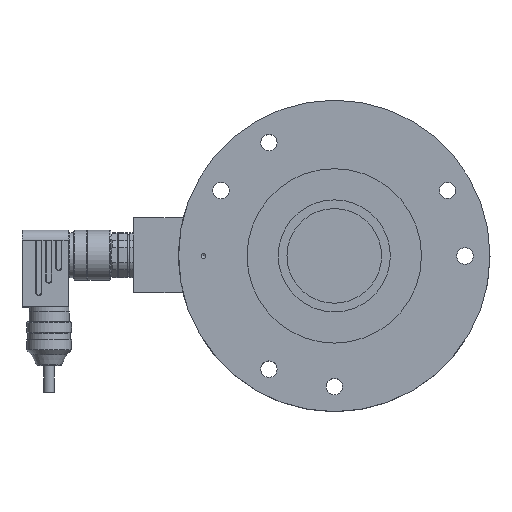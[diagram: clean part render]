
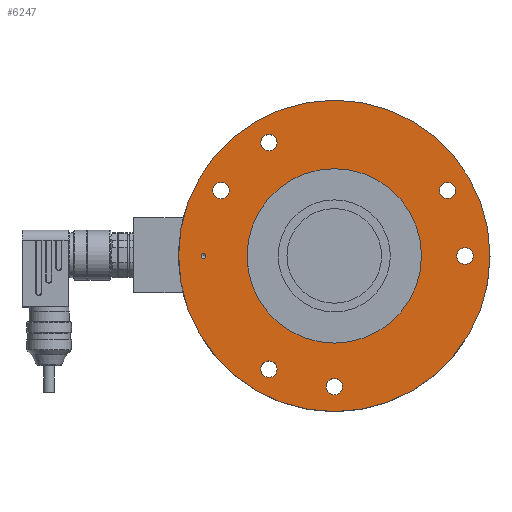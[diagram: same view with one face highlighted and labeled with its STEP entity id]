
A CAD part, top view. The second image highlights one B-rep face of the part: STEP entity #6247.
In plain terms, the highlighted planar face has unit normal (0, 0, 1).
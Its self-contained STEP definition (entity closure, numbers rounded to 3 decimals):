
#118 = FACE_BOUND ( 'NONE', #1139, .T. ) ;
#152 = ORIENTED_EDGE ( 'NONE', *, *, #6667, .T. ) ;
#162 = CARTESIAN_POINT ( 'NONE',  ( 0., 0., 20. ) ) ;
#179 = DIRECTION ( 'NONE',  ( 0., 1., 0. ) ) ;
#238 = FACE_BOUND ( 'NONE', #7110, .T. ) ;
#256 = AXIS2_PLACEMENT_3D ( 'NONE', #162, #7927, #2753 ) ;
#290 = VERTEX_POINT ( 'NONE', #4690 ) ;
#561 = AXIS2_PLACEMENT_3D ( 'NONE', #7337, #6757, #1575 ) ;
#661 = CARTESIAN_POINT ( 'NONE',  ( 0., -52.5, 20. ) ) ;
#673 = VERTEX_POINT ( 'NONE', #6502 ) ;
#867 = EDGE_CURVE ( 'NONE', #5753, #5753, #7349, .T. ) ;
#930 = CARTESIAN_POINT ( 'NONE',  ( -52.5, 1., 20. ) ) ;
#954 = ORIENTED_EDGE ( 'NONE', *, *, #4573, .T. ) ;
#962 = CIRCLE ( 'NONE', #4706, 3.3 ) ;
#976 = VERTEX_POINT ( 'NONE', #930 ) ;
#1044 = CARTESIAN_POINT ( 'NONE',  ( -52.5, 0., 20. ) ) ;
#1139 = EDGE_LOOP ( 'NONE', ( #5453 ) ) ;
#1147 = CARTESIAN_POINT ( 'NONE',  ( 0., 62.5, 20. ) ) ;
#1222 = CIRCLE ( 'NONE', #5088, 3.3 ) ;
#1273 = CARTESIAN_POINT ( 'NONE',  ( 0., 35., 20. ) ) ;
#1390 = DIRECTION ( 'NONE',  ( 0., -1., 0. ) ) ;
#1450 = DIRECTION ( 'NONE',  ( 0., -1., 0. ) ) ;
#1465 = DIRECTION ( 'NONE',  ( 0., 0., -1. ) ) ;
#1514 = EDGE_CURVE ( 'NONE', #976, #976, #8120, .T. ) ;
#1525 = DIRECTION ( 'NONE',  ( 0., 0., -1. ) ) ;
#1536 = FACE_OUTER_BOUND ( 'NONE', #1965, .T. ) ;
#1575 = DIRECTION ( 'NONE',  ( 0., -1., 0. ) ) ;
#1680 = CARTESIAN_POINT ( 'NONE',  ( -45.466, 26.25, 20. ) ) ;
#1961 = EDGE_CURVE ( 'NONE', #4036, #4036, #962, .T. ) ;
#1965 = EDGE_LOOP ( 'NONE', ( #6986 ) ) ;
#2044 = CARTESIAN_POINT ( 'NONE',  ( -26.25, -48.766, 20. ) ) ;
#2119 = FACE_BOUND ( 'NONE', #2896, .T. ) ;
#2201 = DIRECTION ( 'NONE',  ( 0., -1., 0. ) ) ;
#2380 = CARTESIAN_POINT ( 'NONE',  ( -26.25, 45.466, 20. ) ) ;
#2417 = DIRECTION ( 'NONE',  ( 0., -1., 0. ) ) ;
#2504 = ORIENTED_EDGE ( 'NONE', *, *, #1961, .T. ) ;
#2565 = CARTESIAN_POINT ( 'NONE',  ( 0., 0., 20. ) ) ;
#2753 = DIRECTION ( 'NONE',  ( 0., 1., 0. ) ) ;
#2896 = EDGE_LOOP ( 'NONE', ( #3786 ) ) ;
#3010 = CARTESIAN_POINT ( 'NONE',  ( 52.5, 0., 20. ) ) ;
#3040 = ORIENTED_EDGE ( 'NONE', *, *, #5027, .T. ) ;
#3074 = VERTEX_POINT ( 'NONE', #4298 ) ;
#3096 = EDGE_CURVE ( 'NONE', #3074, #3074, #7901, .T. ) ;
#3301 = DIRECTION ( 'NONE',  ( 0., 0., -1. ) ) ;
#3334 = EDGE_CURVE ( 'NONE', #8206, #8206, #3752, .T. ) ;
#3469 = AXIS2_PLACEMENT_3D ( 'NONE', #1680, #6725, #6085 ) ;
#3600 = DIRECTION ( 'NONE',  ( 0., 0., 1. ) ) ;
#3752 = CIRCLE ( 'NONE', #256, 62.5 ) ;
#3786 = ORIENTED_EDGE ( 'NONE', *, *, #1514, .F. ) ;
#3984 = CARTESIAN_POINT ( 'NONE',  ( 0., -55.8, 20. ) ) ;
#4036 = VERTEX_POINT ( 'NONE', #5503 ) ;
#4043 = CIRCLE ( 'NONE', #6457, 3.3 ) ;
#4059 = CARTESIAN_POINT ( 'NONE',  ( -35., 0., 20. ) ) ;
#4170 = CIRCLE ( 'NONE', #561, 3.3 ) ;
#4298 = CARTESIAN_POINT ( 'NONE',  ( -45.466, 22.95, 20. ) ) ;
#4304 = EDGE_LOOP ( 'NONE', ( #2504 ) ) ;
#4400 = AXIS2_PLACEMENT_3D ( 'NONE', #4059, #3301, #1450 ) ;
#4450 = VERTEX_POINT ( 'NONE', #3984 ) ;
#4463 = DIRECTION ( 'NONE',  ( 0., 0., 1. ) ) ;
#4555 = CIRCLE ( 'NONE', #6021, 3.3 ) ;
#4573 = EDGE_CURVE ( 'NONE', #7170, #7170, #4170, .T. ) ;
#4690 = CARTESIAN_POINT ( 'NONE',  ( 45.466, 22.95, 20. ) ) ;
#4706 = AXIS2_PLACEMENT_3D ( 'NONE', #3010, #1525, #2417 ) ;
#4723 = EDGE_CURVE ( 'NONE', #4450, #4450, #1222, .T. ) ;
#4907 = DIRECTION ( 'NONE',  ( 0., 1., 0. ) ) ;
#5027 = EDGE_CURVE ( 'NONE', #673, #673, #4555, .T. ) ;
#5088 = AXIS2_PLACEMENT_3D ( 'NONE', #661, #8233, #7044 ) ;
#5252 = EDGE_LOOP ( 'NONE', ( #954 ) ) ;
#5305 = ORIENTED_EDGE ( 'NONE', *, *, #3096, .T. ) ;
#5316 = AXIS2_PLACEMENT_3D ( 'NONE', #2565, #4463, #179 ) ;
#5350 = FACE_BOUND ( 'NONE', #7771, .T. ) ;
#5453 = ORIENTED_EDGE ( 'NONE', *, *, #867, .F. ) ;
#5503 = CARTESIAN_POINT ( 'NONE',  ( 52.5, -3.3, 20. ) ) ;
#5753 = VERTEX_POINT ( 'NONE', #1273 ) ;
#5790 = CARTESIAN_POINT ( 'NONE',  ( 45.466, 26.25, 20. ) ) ;
#5919 = ORIENTED_EDGE ( 'NONE', *, *, #4723, .T. ) ;
#6021 = AXIS2_PLACEMENT_3D ( 'NONE', #2380, #7961, #2201 ) ;
#6085 = DIRECTION ( 'NONE',  ( 0., -1., 0. ) ) ;
#6247 = ADVANCED_FACE ( 'NONE', ( #1536, #118, #7295, #7884, #7208, #238, #6533, #5350, #2119 ), #7760, .F. ) ;
#6361 = AXIS2_PLACEMENT_3D ( 'NONE', #1044, #3600, #4907 ) ;
#6457 = AXIS2_PLACEMENT_3D ( 'NONE', #5790, #1465, #1390 ) ;
#6502 = CARTESIAN_POINT ( 'NONE',  ( -26.25, 42.166, 20. ) ) ;
#6533 = FACE_BOUND ( 'NONE', #7629, .T. ) ;
#6667 = EDGE_CURVE ( 'NONE', #290, #290, #4043, .T. ) ;
#6672 = EDGE_LOOP ( 'NONE', ( #152 ) ) ;
#6725 = DIRECTION ( 'NONE',  ( 0., 0., -1. ) ) ;
#6757 = DIRECTION ( 'NONE',  ( 0., 0., -1. ) ) ;
#6986 = ORIENTED_EDGE ( 'NONE', *, *, #3334, .T. ) ;
#7044 = DIRECTION ( 'NONE',  ( 0., -1., 0. ) ) ;
#7110 = EDGE_LOOP ( 'NONE', ( #5919 ) ) ;
#7170 = VERTEX_POINT ( 'NONE', #2044 ) ;
#7208 = FACE_BOUND ( 'NONE', #5252, .T. ) ;
#7295 = FACE_BOUND ( 'NONE', #6672, .T. ) ;
#7337 = CARTESIAN_POINT ( 'NONE',  ( -26.25, -45.466, 20. ) ) ;
#7349 = CIRCLE ( 'NONE', #5316, 35. ) ;
#7629 = EDGE_LOOP ( 'NONE', ( #3040 ) ) ;
#7760 = PLANE ( 'NONE',  #4400 ) ;
#7771 = EDGE_LOOP ( 'NONE', ( #5305 ) ) ;
#7884 = FACE_BOUND ( 'NONE', #4304, .T. ) ;
#7901 = CIRCLE ( 'NONE', #3469, 3.3 ) ;
#7927 = DIRECTION ( 'NONE',  ( 0., 0., 1. ) ) ;
#7961 = DIRECTION ( 'NONE',  ( 0., 0., -1. ) ) ;
#8120 = CIRCLE ( 'NONE', #6361, 1. ) ;
#8206 = VERTEX_POINT ( 'NONE', #1147 ) ;
#8233 = DIRECTION ( 'NONE',  ( 0., 0., -1. ) ) ;
